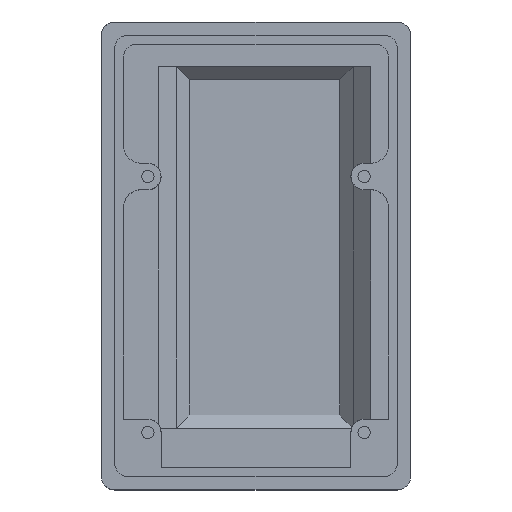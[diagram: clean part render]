
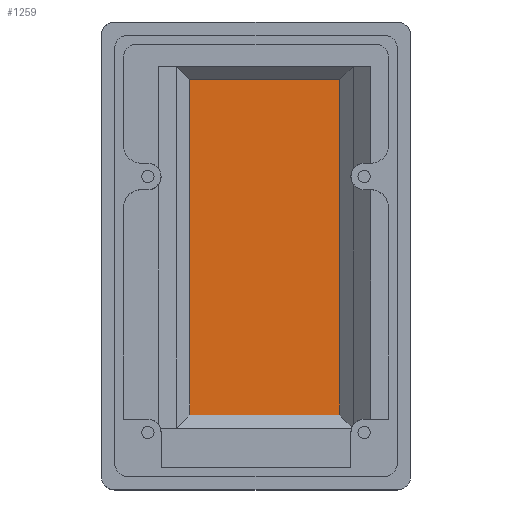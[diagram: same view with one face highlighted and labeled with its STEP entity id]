
A CAD part, top view. The second image highlights one B-rep face of the part: STEP entity #1259.
In plain terms, the highlighted planar face has unit normal (0, 0, 1).
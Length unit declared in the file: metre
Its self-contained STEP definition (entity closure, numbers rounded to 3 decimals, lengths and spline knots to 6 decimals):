
#103=LINE('',#2024,#229);
#104=LINE('',#2027,#230);
#105=LINE('',#2029,#231);
#106=LINE('',#2031,#232);
#229=VECTOR('',#1602,1.);
#230=VECTOR('',#1603,1.);
#231=VECTOR('',#1604,1.);
#232=VECTOR('',#1605,1.);
#393=ORIENTED_EDGE('',*,*,#754,.T.);
#394=ORIENTED_EDGE('',*,*,#755,.T.);
#395=ORIENTED_EDGE('',*,*,#756,.T.);
#396=ORIENTED_EDGE('',*,*,#757,.T.);
#754=EDGE_CURVE('',#930,#931,#103,.T.);
#755=EDGE_CURVE('',#931,#932,#104,.T.);
#756=EDGE_CURVE('',#932,#933,#105,.T.);
#757=EDGE_CURVE('',#933,#930,#106,.T.);
#930=VERTEX_POINT('',#2025);
#931=VERTEX_POINT('',#2026);
#932=VERTEX_POINT('',#2028);
#933=VERTEX_POINT('',#2030);
#1043=EDGE_LOOP('',(#393,#394,#395,#396));
#1129=FACE_BOUND('',#1043,.T.);
#1209=PLANE('',#1374);
#1259=ADVANCED_FACE('',(#1129),#1209,.T.);
#1374=AXIS2_PLACEMENT_3D('',#2023,#1600,#1601);
#1600=DIRECTION('',(0.,0.,1.));
#1601=DIRECTION('',(1.,0.,0.));
#1602=DIRECTION('',(1.,0.,0.));
#1603=DIRECTION('',(0.,1.,0.));
#1604=DIRECTION('',(-1.,0.,0.));
#1605=DIRECTION('',(0.,-1.,0.));
#2023=CARTESIAN_POINT('',(0.,0.,-0.013));
#2024=CARTESIAN_POINT('',(0.,-0.036,-0.013));
#2025=CARTESIAN_POINT('',(-0.015,-0.036,-0.013));
#2026=CARTESIAN_POINT('',(0.019,-0.036,-0.013));
#2027=CARTESIAN_POINT('',(0.019,0.043,-0.013));
#2028=CARTESIAN_POINT('',(0.019,0.04,-0.013));
#2029=CARTESIAN_POINT('',(-0.018,0.04,-0.013));
#2030=CARTESIAN_POINT('',(-0.015,0.04,-0.013));
#2031=CARTESIAN_POINT('',(-0.015,0.,-0.013));
